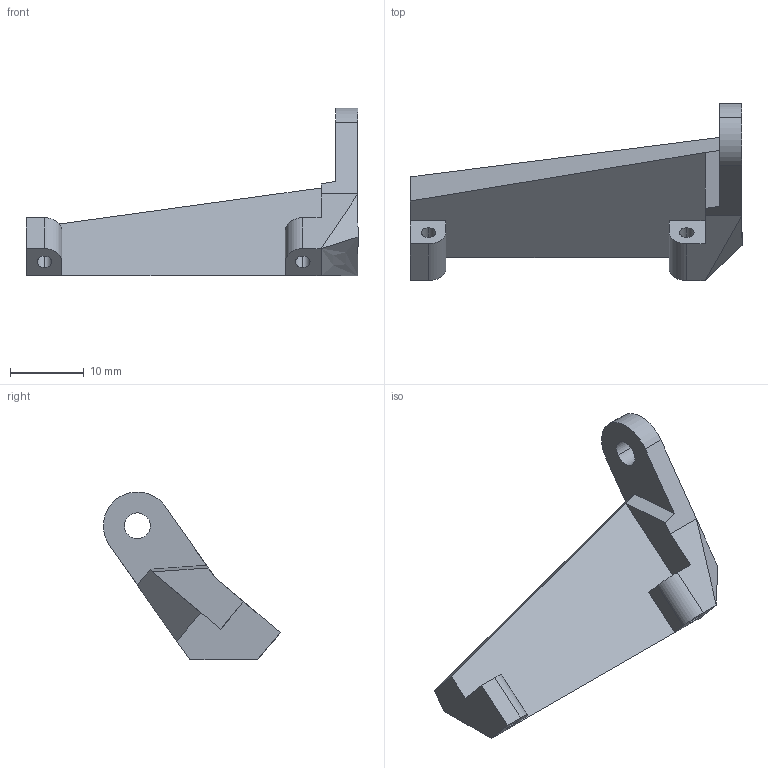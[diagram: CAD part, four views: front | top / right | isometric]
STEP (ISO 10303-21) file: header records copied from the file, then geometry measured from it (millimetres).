
FILE_DESCRIPTION (( 'STEP AP214' ), '1' );
FILE_NAME ('Blower fan holder arm (M).STEP', '2023-02-13T15:07:16', ( '' ), ( '' ), 'SwSTEP 2.0', 'SolidWorks 2021', '' );
FILE_SCHEMA (( 'AUTOMOTIVE_DESIGN' ));
Length unit declared in the file: millimetre
Products named in the file (1): Blower fan holder arm (M)
Bounding box: 45 x 23.97 x 22.77 mm (x, y, z)
Volume: 3357 mm3; surface area: 2431.4 mm2
Topology: 1 solids, 1 shells, 87 faces, 235 edges, 155 vertices
Faces by surface type: plane 57, bspline 20, cylinder 10
Entity records: 2913 total; most frequent: CARTESIAN_POINT 743, ORIENTED_EDGE 470, DIRECTION 350, EDGE_CURVE 235, LINE 174, VECTOR 174, VERTEX_POINT 155, EDGE_LOOP 98
